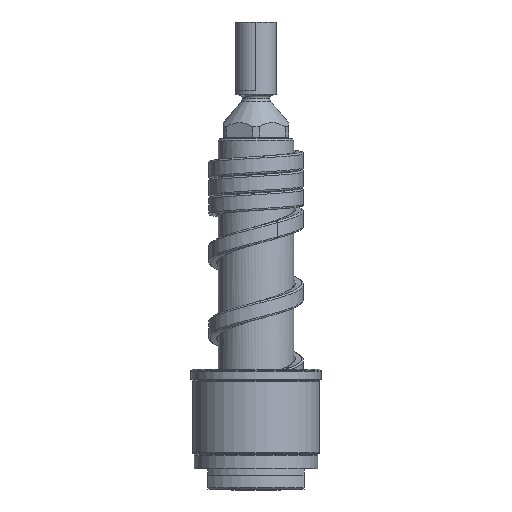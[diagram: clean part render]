
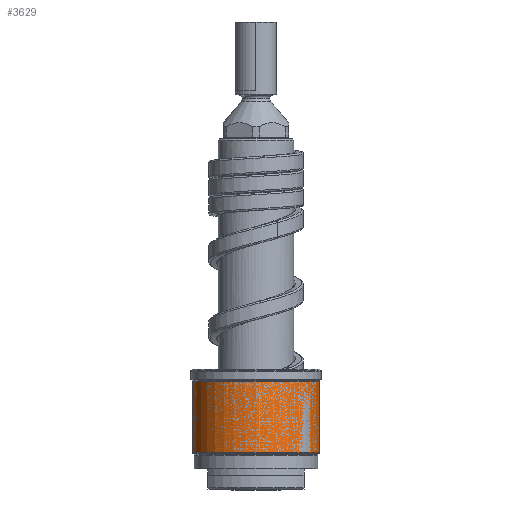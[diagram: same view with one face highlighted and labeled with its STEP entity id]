
A CAD part, front view. The second image highlights one B-rep face of the part: STEP entity #3629.
In plain terms, the highlighted cylindrical face has radius 18.5 mm (diameter 37 mm), a partial arc.
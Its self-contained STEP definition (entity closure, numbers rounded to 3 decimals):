
#2978=CARTESIAN_POINT('',(0.,0.,-24.417));
#2979=DIRECTION('',(0.,0.,1.));
#2980=DIRECTION('',(-1.,0.,0.));
#2981=AXIS2_PLACEMENT_3D('',#2978,#2979,#2980);
#2983=DIRECTION('',(0.,0.,-1.));
#2984=VECTOR('',#2983,20.834);
#2985=CARTESIAN_POINT('',(-18.5,0.,-3.583));
#2986=LINE('',#2985,#2984);
#2987=CARTESIAN_POINT('',(0.,0.,-3.583));
#2988=DIRECTION('',(0.,0.,1.));
#2989=DIRECTION('',(-1.,0.,0.));
#2990=AXIS2_PLACEMENT_3D('',#2987,#2988,#2989);
#2992=DIRECTION('',(0.,0.,-1.));
#2993=VECTOR('',#2992,20.834);
#2994=CARTESIAN_POINT('',(18.5,0.,-3.583));
#2995=LINE('',#2994,#2993);
#3387=CARTESIAN_POINT('',(18.5,0.,-3.583));
#3388=CARTESIAN_POINT('',(-18.5,0.,-3.583));
#3389=VERTEX_POINT('',#3387);
#3390=VERTEX_POINT('',#3388);
#3413=CARTESIAN_POINT('',(18.5,0.,-24.417));
#3414=VERTEX_POINT('',#3413);
#3415=CARTESIAN_POINT('',(-18.5,0.,-24.417));
#3416=VERTEX_POINT('',#3415);
#3615=CARTESIAN_POINT('',(0.,0.,-26.25));
#3616=DIRECTION('',(0.,0.,1.));
#3617=DIRECTION('',(-1.,0.,0.));
#3618=AXIS2_PLACEMENT_3D('',#3615,#3616,#3617);
#3619=CYLINDRICAL_SURFACE('',#3618,18.5);
#3621=ORIENTED_EDGE('',*,*,#3620,.F.);
#3623=ORIENTED_EDGE('',*,*,#3622,.F.);
#3624=ORIENTED_EDGE('',*,*,#3605,.T.);
#3626=ORIENTED_EDGE('',*,*,#3625,.T.);
#3627=EDGE_LOOP('',(#3621,#3623,#3624,#3626));
#3628=FACE_OUTER_BOUND('',#3627,.F.);
#2982=CIRCLE('',#2981,18.5);
#2991=CIRCLE('',#2990,18.5);
#3605=EDGE_CURVE('',#3390,#3389,#2991,.T.);
#3620=EDGE_CURVE('',#3416,#3414,#2982,.T.);
#3622=EDGE_CURVE('',#3390,#3416,#2986,.T.);
#3625=EDGE_CURVE('',#3389,#3414,#2995,.T.);
#3629=ADVANCED_FACE('',(#3628),#3619,.T.);
